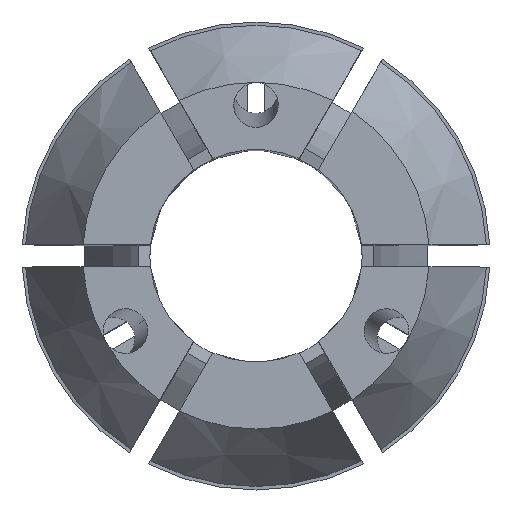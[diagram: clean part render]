
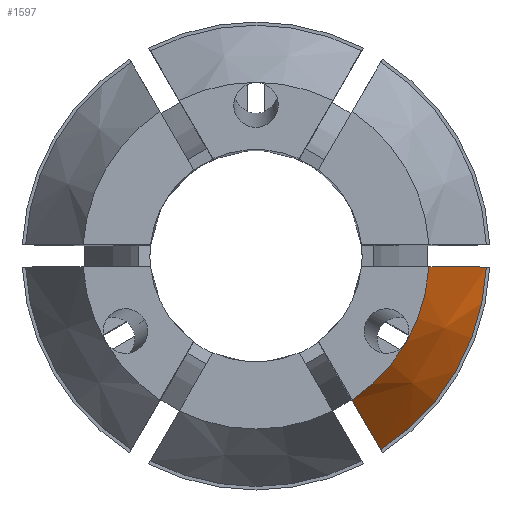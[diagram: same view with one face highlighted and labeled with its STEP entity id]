
A CAD part, top view. The second image highlights one B-rep face of the part: STEP entity #1597.
In plain terms, the highlighted conical face has half-angle 30 degrees and reference radius 10.35 mm.
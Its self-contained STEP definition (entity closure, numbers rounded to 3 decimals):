
#27 = DIRECTION ( 'NONE',  ( -1., 0., 0. ) ) ;
#249 = DIRECTION ( 'NONE',  ( -1., 0., 0. ) ) ;
#297 = CARTESIAN_POINT ( 'NONE',  ( 0., 0., 31.5 ) ) ;
#303 = EDGE_CURVE ( 'NONE', #1487, #881, #2385, .T. ) ;
#437 = EDGE_CURVE ( 'NONE', #877, #655, #2962, .T. ) ;
#454 = CIRCLE ( 'NONE', #1297, 7.778 ) ;
#652 = CARTESIAN_POINT ( 'NONE',  ( 9.48, -0.5, 28.531 ) ) ;
#655 = VERTEX_POINT ( 'NONE', #1949 ) ;
#877 = VERTEX_POINT ( 'NONE', #1306 ) ;
#881 = VERTEX_POINT ( 'NONE', #1924 ) ;
#971 = CARTESIAN_POINT ( 'NONE',  ( 8.621, -0.5, 30.016 ) ) ;
#1113 = ORIENTED_EDGE ( 'NONE', *, *, #437, .T. ) ;
#1188 = DIRECTION ( 'NONE',  ( -1., 0., 0. ) ) ;
#1242 = CARTESIAN_POINT ( 'NONE',  ( 10.338, -0.5, 27.046 ) ) ;
#1297 = AXIS2_PLACEMENT_3D ( 'NONE', #297, #4041, #1188 ) ;
#1306 = CARTESIAN_POINT ( 'NONE',  ( 4.314, -6.472, 31.5 ) ) ;
#1487 = VERTEX_POINT ( 'NONE', #2263 ) ;
#1597 = ADVANCED_FACE ( 'NONE', ( #3864 ), #2915, .T. ) ;
#1612 = CARTESIAN_POINT ( 'NONE',  ( 4.744, -7.216, 30.016 ) ) ;
#1836 = CARTESIAN_POINT ( 'NONE',  ( 0., 0., 27.046 ) ) ;
#1924 = CARTESIAN_POINT ( 'NONE',  ( 7.762, -0.5, 31.5 ) ) ;
#1949 = CARTESIAN_POINT ( 'NONE',  ( 5.602, -8.703, 27.046 ) ) ;
#2152 = EDGE_LOOP ( 'NONE', ( #3619, #1113, #2237, #3680 ) ) ;
#2219 = DIRECTION ( 'NONE',  ( 0., 0., -1. ) ) ;
#2237 = ORIENTED_EDGE ( 'NONE', *, *, #2357, .F. ) ;
#2251 = CARTESIAN_POINT ( 'NONE',  ( 5.602, -8.703, 27.046 ) ) ;
#2263 = CARTESIAN_POINT ( 'NONE',  ( 10.338, -0.5, 27.046 ) ) ;
#2348 = CARTESIAN_POINT ( 'NONE',  ( 5.173, -7.96, 28.531 ) ) ;
#2357 = EDGE_CURVE ( 'NONE', #1487, #655, #2918, .T. ) ;
#2385 = B_SPLINE_CURVE_WITH_KNOTS ( 'NONE', 3,
 ( #1242, #652, #971, #2506 ),
 .UNSPECIFIED., .F., .F.,
 ( 4, 4 ),
 ( 0.015, 0.02 ),
 .UNSPECIFIED. ) ;
#2506 = CARTESIAN_POINT ( 'NONE',  ( 7.762, -0.5, 31.5 ) ) ;
#2655 = CARTESIAN_POINT ( 'NONE',  ( 4.314, -6.472, 31.5 ) ) ;
#2915 = CONICAL_SURFACE ( 'NONE', #3382, 10.35, 0.524 ) ;
#2918 = CIRCLE ( 'NONE', #4031, 10.35 ) ;
#2954 = EDGE_CURVE ( 'NONE', #881, #877, #454, .T. ) ;
#2962 = B_SPLINE_CURVE_WITH_KNOTS ( 'NONE', 3,
 ( #2655, #1612, #2348, #2251 ),
 .UNSPECIFIED., .F., .F.,
 ( 4, 4 ),
 ( 0., 0.005 ),
 .UNSPECIFIED. ) ;
#3382 = AXIS2_PLACEMENT_3D ( 'NONE', #3457, #2219, #27 ) ;
#3457 = CARTESIAN_POINT ( 'NONE',  ( 0., 0., 27.046 ) ) ;
#3619 = ORIENTED_EDGE ( 'NONE', *, *, #2954, .T. ) ;
#3677 = DIRECTION ( 'NONE',  ( 0., 0., -1. ) ) ;
#3680 = ORIENTED_EDGE ( 'NONE', *, *, #303, .T. ) ;
#3864 = FACE_OUTER_BOUND ( 'NONE', #2152, .T. ) ;
#4031 = AXIS2_PLACEMENT_3D ( 'NONE', #1836, #3677, #249 ) ;
#4041 = DIRECTION ( 'NONE',  ( 0., 0., -1. ) ) ;
